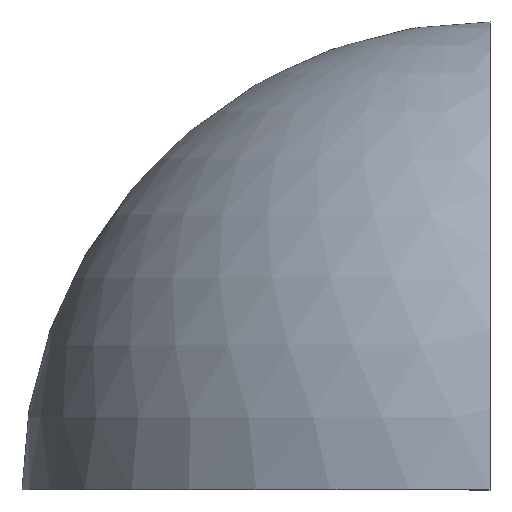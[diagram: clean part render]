
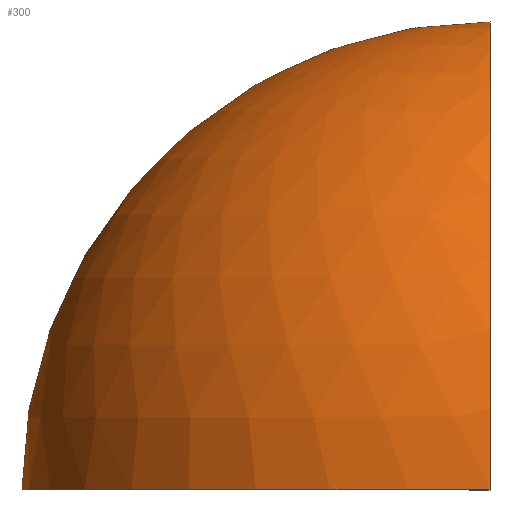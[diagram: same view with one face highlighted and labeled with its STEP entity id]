
A CAD part, front view. The second image highlights one B-rep face of the part: STEP entity #300.
In plain terms, the highlighted spherical face has radius 16 mm.
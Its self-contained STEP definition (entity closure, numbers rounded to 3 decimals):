
#18=SPHERICAL_SURFACE('',#338,16.);
#26=CIRCLE('',#337,16.);
#27=CIRCLE('',#339,16.);
#28=CIRCLE('',#340,16.);
#37=FACE_OUTER_BOUND('',#55,.T.);
#55=EDGE_LOOP('',(#233,#234,#235));
#141=VERTEX_POINT('',#513);
#142=VERTEX_POINT('',#515);
#147=VERTEX_POINT('',#528);
#173=EDGE_CURVE('',#142,#141,#26,.T.);
#180=EDGE_CURVE('',#142,#147,#27,.T.);
#181=EDGE_CURVE('',#147,#141,#28,.T.);
#233=ORIENTED_EDGE('',*,*,#180,.F.);
#234=ORIENTED_EDGE('',*,*,#173,.T.);
#235=ORIENTED_EDGE('',*,*,#181,.F.);
#300=ADVANCED_FACE('',(#37),#18,.T.);
#337=AXIS2_PLACEMENT_3D('',#516,#387,#388);
#338=AXIS2_PLACEMENT_3D('',#527,#395,#396);
#339=AXIS2_PLACEMENT_3D('',#529,#397,#398);
#340=AXIS2_PLACEMENT_3D('',#530,#399,#400);
#387=DIRECTION('center_axis',(0.,-1.,0.));
#388=DIRECTION('ref_axis',(0.,0.,1.));
#395=DIRECTION('center_axis',(0.,0.,1.));
#396=DIRECTION('ref_axis',(1.,0.,0.));
#397=DIRECTION('center_axis',(1.,0.,0.));
#398=DIRECTION('ref_axis',(0.,0.,1.));
#399=DIRECTION('center_axis',(0.,0.,
-1.));
#400=DIRECTION('ref_axis',(-1.,0.,0.));
#513=CARTESIAN_POINT('',(-16.,0.,0.));
#515=CARTESIAN_POINT('',(0.,0.,16.));
#516=CARTESIAN_POINT('Origin',(0.,0.,
0.));
#527=CARTESIAN_POINT('Origin',(0.,0.,0.));
#528=CARTESIAN_POINT('',(0.,-16.,0.));
#529=CARTESIAN_POINT('Origin',(0.,0.,0.));
#530=CARTESIAN_POINT('Origin',(0.,0.,0.));
